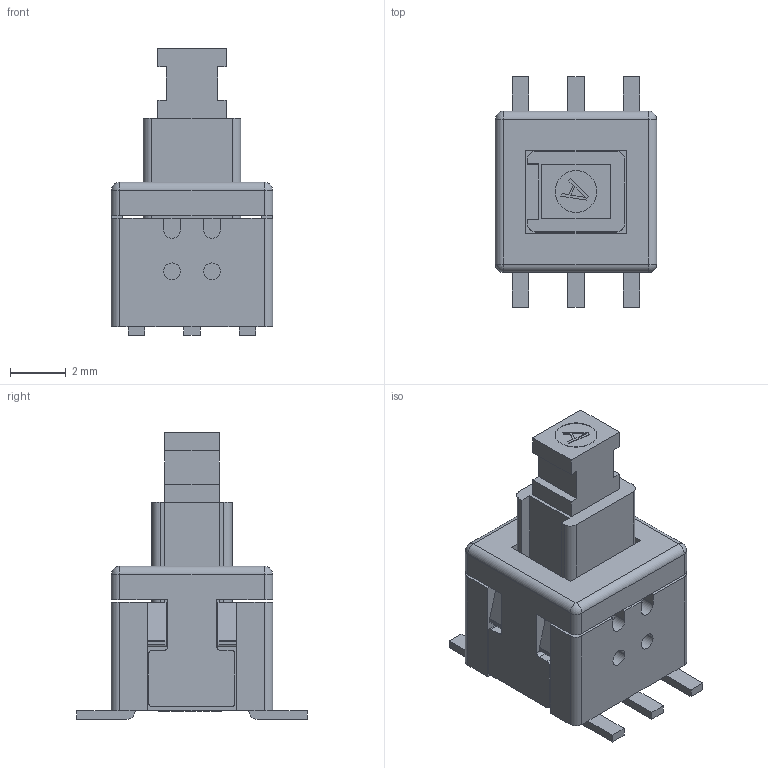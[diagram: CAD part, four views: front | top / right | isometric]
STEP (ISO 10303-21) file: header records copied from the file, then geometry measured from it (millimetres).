
FILE_DESCRIPTION((''),'2;1');
FILE_NAME('133','2021-05-04T16:25:11',('Administrator'),(''),'CREO PARAMETRIC BY PTC INC, 2016510','CREO PARAMETRIC BY PTC INC, 2016510','');
FILE_SCHEMA(('CONFIG_CONTROL_DESIGN','GEOMETRIC_VALIDATION_PROPERTIES_MIM'));
Length unit declared in the file: millimetre
Products named in the file (1): 133
Bounding box: 5.8 x 8.3 x 10.3 mm (x, y, z)
Volume: 198.1 mm3; surface area: 385.8 mm2
Topology: 2 solids, 2 shells, 315 faces, 850 edges, 556 vertices
Faces by surface type: plane 255, cylinder 56, sphere 4
Entity records: 11363 total; most frequent: CARTESIAN_POINT 1723, ORIENTED_EDGE 1700, DIRECTION 1592, EDGE_CURVE 850, VECTOR 738, LINE 738, VERTEX_POINT 556, AXIS2_PLACEMENT_3D 427
